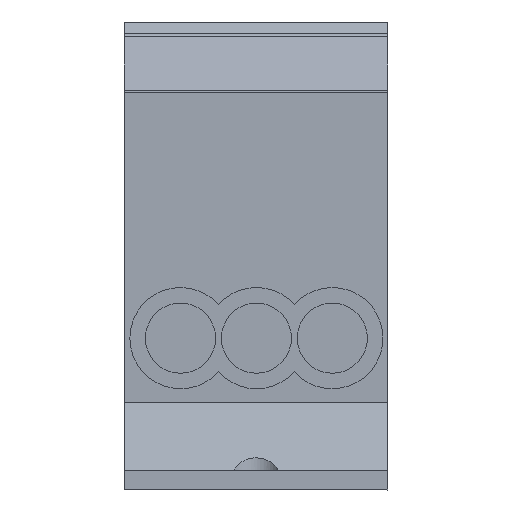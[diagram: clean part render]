
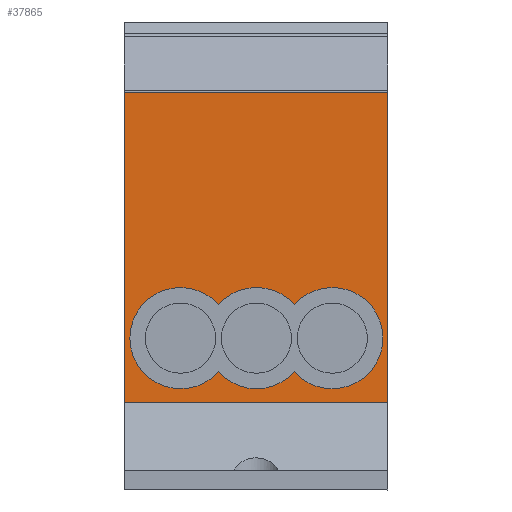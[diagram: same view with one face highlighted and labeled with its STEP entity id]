
A CAD part, left-side view. The second image highlights one B-rep face of the part: STEP entity #37865.
In plain terms, the highlighted planar face has unit normal (-1, 0, 0).
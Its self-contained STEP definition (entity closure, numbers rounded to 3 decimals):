
#1101 = CARTESIAN_POINT ( 'NONE',  ( -36.846, 13.457, 10.954 ) ) ;
#1906 = FACE_BOUND ( 'NONE', #27552, .T. ) ;
#2352 = EDGE_CURVE ( 'NONE', #14229, #35030, #26692, .T. ) ;
#4043 = EDGE_CURVE ( 'NONE', #18528, #14229, #38159, .T. ) ;
#4739 = CARTESIAN_POINT ( 'NONE',  ( -36.846, 21.224, 10.954 ) ) ;
#4798 = ORIENTED_EDGE ( 'NONE', *, *, #2352, .T. ) ;
#4968 = VERTEX_POINT ( 'NONE', #35043 ) ;
#5958 = CARTESIAN_POINT ( 'NONE',  ( -36.846, 0., 36.126 ) ) ;
#6510 = EDGE_LOOP ( 'NONE', ( #8235, #24749, #14076, #12364 ) ) ;
#7018 = DIRECTION ( 'NONE',  ( 0., 0., 1. ) ) ;
#8235 = ORIENTED_EDGE ( 'NONE', *, *, #23877, .T. ) ;
#8646 = DIRECTION ( 'NONE',  ( 0., 1., 0. ) ) ;
#8788 = EDGE_CURVE ( 'NONE', #20094, #34286, #40158, .T. ) ;
#9614 = AXIS2_PLACEMENT_3D ( 'NONE', #1101, #27843, #27618 ) ;
#9910 = AXIS2_PLACEMENT_3D ( 'NONE', #20775, #24206, #34385 ) ;
#10919 = VERTEX_POINT ( 'NONE', #15706 ) ;
#11296 = CARTESIAN_POINT ( 'NONE',  ( -36.846, 27., 5.776 ) ) ;
#11389 = CARTESIAN_POINT ( 'NONE',  ( -36.846, 0., 4.382 ) ) ;
#11783 = CARTESIAN_POINT ( 'NONE',  ( -36.846, 0., 5.776 ) ) ;
#12073 = CARTESIAN_POINT ( 'NONE',  ( -36.846, 0., 4.382 ) ) ;
#12364 = ORIENTED_EDGE ( 'NONE', *, *, #30697, .T. ) ;
#12426 = FACE_OUTER_BOUND ( 'NONE', #6510, .T. ) ;
#12649 = PLANE ( 'NONE',  #29722 ) ;
#12760 = CARTESIAN_POINT ( 'NONE',  ( -36.846, 0., 36.126 ) ) ;
#12929 = LINE ( 'NONE', #12073, #14701 ) ;
#13048 = CARTESIAN_POINT ( 'NONE',  ( -36.846, 5.689, 10.954 ) ) ;
#14076 = ORIENTED_EDGE ( 'NONE', *, *, #8788, .F. ) ;
#14229 = VERTEX_POINT ( 'NONE', #33676 ) ;
#14701 = VECTOR ( 'NONE', #35609, 1000. ) ;
#14731 = LINE ( 'NONE', #11296, #23701 ) ;
#14861 = DIRECTION ( 'NONE',  ( 1., 0., 0. ) ) ;
#15706 = CARTESIAN_POINT ( 'NONE',  ( -36.846, 17.34, 14.379 ) ) ;
#15870 = VECTOR ( 'NONE', #8646, 1000. ) ;
#16765 = VERTEX_POINT ( 'NONE', #22144 ) ;
#17893 = DIRECTION ( 'NONE',  ( 0., 0., 1. ) ) ;
#18528 = VERTEX_POINT ( 'NONE', #24384 ) ;
#19921 = ORIENTED_EDGE ( 'NONE', *, *, #36798, .T. ) ;
#20094 = VERTEX_POINT ( 'NONE', #5958 ) ;
#20158 = EDGE_CURVE ( 'NONE', #42391, #10919, #36678, .T. ) ;
#20775 = CARTESIAN_POINT ( 'NONE',  ( -36.846, 13.457, 10.954 ) ) ;
#20926 = DIRECTION ( 'NONE',  ( 1., 0., 0. ) ) ;
#22086 = ORIENTED_EDGE ( 'NONE', *, *, #20158, .T. ) ;
#22144 = CARTESIAN_POINT ( 'NONE',  ( -36.846, 27., 4.382 ) ) ;
#22456 = LINE ( 'NONE', #12760, #15870 ) ;
#23163 = VECTOR ( 'NONE', #23754, 1000. ) ;
#23230 = AXIS2_PLACEMENT_3D ( 'NONE', #41409, #20926, #41002 ) ;
#23701 = VECTOR ( 'NONE', #24459, 1000. ) ;
#23754 = DIRECTION ( 'NONE',  ( 0., 0., -1. ) ) ;
#23877 = EDGE_CURVE ( 'NONE', #4968, #16765, #14731, .T. ) ;
#24206 = DIRECTION ( 'NONE',  ( 1., 0., 0. ) ) ;
#24384 = CARTESIAN_POINT ( 'NONE',  ( -36.846, 9.573, 14.379 ) ) ;
#24459 = DIRECTION ( 'NONE',  ( 0., 0., -1. ) ) ;
#24557 = CARTESIAN_POINT ( 'NONE',  ( -36.846, 9.573, 7.529 ) ) ;
#24749 = ORIENTED_EDGE ( 'NONE', *, *, #32473, .F. ) ;
#25170 = DIRECTION ( 'NONE',  ( 1., 0., 0. ) ) ;
#25815 = DIRECTION ( 'NONE',  ( 0., 0., -1. ) ) ;
#25909 = CARTESIAN_POINT ( 'NONE',  ( -36.846, 17.34, 7.529 ) ) ;
#26692 = CIRCLE ( 'NONE', #23230, 5.178 ) ;
#27552 = EDGE_LOOP ( 'NONE', ( #19921, #36809, #4798, #34776, #22086 ) ) ;
#27618 = DIRECTION ( 'NONE',  ( 0., 0., 1. ) ) ;
#27843 = DIRECTION ( 'NONE',  ( 1., 0., 0. ) ) ;
#29722 = AXIS2_PLACEMENT_3D ( 'NONE', #11783, #25170, #25815 ) ;
#30697 = EDGE_CURVE ( 'NONE', #20094, #4968, #22456, .T. ) ;
#32473 = EDGE_CURVE ( 'NONE', #34286, #16765, #12929, .T. ) ;
#33583 = EDGE_CURVE ( 'NONE', #35030, #42391, #42281, .T. ) ;
#33676 = CARTESIAN_POINT ( 'NONE',  ( -36.846, 0.511, 10.954 ) ) ;
#33956 = AXIS2_PLACEMENT_3D ( 'NONE', #4739, #14861, #17893 ) ;
#34286 = VERTEX_POINT ( 'NONE', #11389 ) ;
#34385 = DIRECTION ( 'NONE',  ( 0., 0., 1. ) ) ;
#34776 = ORIENTED_EDGE ( 'NONE', *, *, #33583, .T. ) ;
#35030 = VERTEX_POINT ( 'NONE', #24557 ) ;
#35043 = CARTESIAN_POINT ( 'NONE',  ( -36.846, 27., 36.126 ) ) ;
#35609 = DIRECTION ( 'NONE',  ( 0., 1., 0. ) ) ;
#36127 = AXIS2_PLACEMENT_3D ( 'NONE', #13048, #39364, #7018 ) ;
#36678 = CIRCLE ( 'NONE', #33956, 5.178 ) ;
#36798 = EDGE_CURVE ( 'NONE', #10919, #18528, #38574, .T. ) ;
#36809 = ORIENTED_EDGE ( 'NONE', *, *, #4043, .T. ) ;
#37865 = ADVANCED_FACE ( 'NONE', ( #12426, #1906 ), #12649, .F. ) ;
#38159 = CIRCLE ( 'NONE', #36127, 5.178 ) ;
#38574 = CIRCLE ( 'NONE', #9614, 5.178 ) ;
#39364 = DIRECTION ( 'NONE',  ( 1., 0., 0. ) ) ;
#40158 = LINE ( 'NONE', #40376, #23163 ) ;
#40376 = CARTESIAN_POINT ( 'NONE',  ( -36.846, 0., 36.126 ) ) ;
#41002 = DIRECTION ( 'NONE',  ( 0., 0., 1. ) ) ;
#41409 = CARTESIAN_POINT ( 'NONE',  ( -36.846, 5.689, 10.954 ) ) ;
#42281 = CIRCLE ( 'NONE', #9910, 5.178 ) ;
#42391 = VERTEX_POINT ( 'NONE', #25909 ) ;
